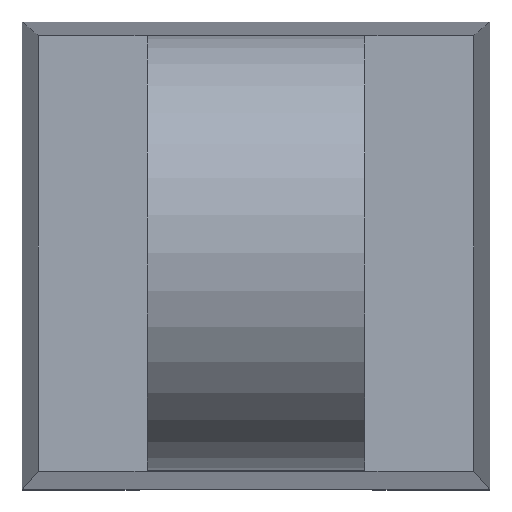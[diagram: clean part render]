
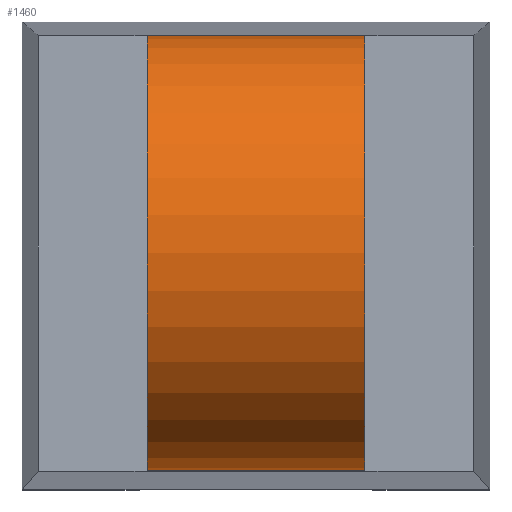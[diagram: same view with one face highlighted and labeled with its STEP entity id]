
A CAD part, top view. The second image highlights one B-rep face of the part: STEP entity #1460.
In plain terms, the highlighted cylindrical face has radius 0.05 mm (diameter 0.1 mm), a partial arc.
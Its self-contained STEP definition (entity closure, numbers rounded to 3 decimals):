
#267 = PLANE('',#268);
#268 = AXIS2_PLACEMENT_3D('',#269,#270,#271);
#269 = CARTESIAN_POINT('',(0.05,0.05,
    0.354));
#270 = DIRECTION('',(0.,-1.,0.));
#271 = DIRECTION('',(-1.,0.,0.));
#817 = PLANE('',#818);
#818 = AXIS2_PLACEMENT_3D('',#819,#820,#821);
#819 = CARTESIAN_POINT('',(0.025,-0.05,
    0.354));
#820 = DIRECTION('',(1.,0.,0.));
#821 = DIRECTION('',(0.,1.,0.));
#834 = VERTEX_POINT('',#835);
#835 = CARTESIAN_POINT('',(0.025,0.05,
    0.403));
#856 = EDGE_CURVE('',#834,#857,#859,.T.);
#857 = VERTEX_POINT('',#858);
#858 = CARTESIAN_POINT('',(-0.025,0.05,
    0.403));
#859 = SURFACE_CURVE('',#860,(#864,#871),.PCURVE_S1.);
#860 = LINE('',#861,#862);
#861 = CARTESIAN_POINT('',(0.05,0.05,
    0.403));
#862 = VECTOR('',#863,1.);
#863 = DIRECTION('',(-1.,0.,0.));
#864 = PCURVE('',#267,#865);
#865 = DEFINITIONAL_REPRESENTATION('',(#866),#870);
#866 = LINE('',#867,#868);
#867 = CARTESIAN_POINT('',(0.,-0.05));
#868 = VECTOR('',#869,1.);
#869 = DIRECTION('',(1.,0.));
#870 = ( GEOMETRIC_REPRESENTATION_CONTEXT(2) 
PARAMETRIC_REPRESENTATION_CONTEXT() REPRESENTATION_CONTEXT('2D SPACE',''
  ) );
#871 = PCURVE('',#872,#877);
#872 = CYLINDRICAL_SURFACE('',#873,0.05);
#873 = AXIS2_PLACEMENT_3D('',#874,#875,#876);
#874 = CARTESIAN_POINT('',(0.05,0.,
    0.403));
#875 = DIRECTION('',(1.,0.,0.));
#876 = DIRECTION('',(0.,0.,1.));
#877 = DEFINITIONAL_REPRESENTATION('',(#878),#882);
#878 = LINE('',#879,#880);
#879 = CARTESIAN_POINT('',(-7.854,0.));
#880 = VECTOR('',#881,1.);
#881 = DIRECTION('',(-0.,-1.));
#882 = ( GEOMETRIC_REPRESENTATION_CONTEXT(2) 
PARAMETRIC_REPRESENTATION_CONTEXT() REPRESENTATION_CONTEXT('2D SPACE',''
  ) );
#898 = PLANE('',#899);
#899 = AXIS2_PLACEMENT_3D('',#900,#901,#902);
#900 = CARTESIAN_POINT('',(-0.025,-0.05,
    0.354));
#901 = DIRECTION('',(1.,0.,0.));
#902 = DIRECTION('',(0.,1.,0.));
#1290 = PLANE('',#1291);
#1291 = AXIS2_PLACEMENT_3D('',#1292,#1293,#1294);
#1292 = CARTESIAN_POINT('',(-0.05,-0.05,
    0.354));
#1293 = DIRECTION('',(0.,1.,0.));
#1294 = DIRECTION('',(1.,0.,0.));
#1308 = VERTEX_POINT('',#1309);
#1309 = CARTESIAN_POINT('',(0.025,-0.05,
    0.403));
#1332 = EDGE_CURVE('',#834,#1308,#1333,.T.);
#1333 = SURFACE_CURVE('',#1334,(#1339,#1346),.PCURVE_S1.);
#1334 = CIRCLE('',#1335,0.05);
#1335 = AXIS2_PLACEMENT_3D('',#1336,#1337,#1338);
#1336 = CARTESIAN_POINT('',(0.025,0.,
    0.403));
#1337 = DIRECTION('',(1.,0.,0.));
#1338 = DIRECTION('',(0.,1.,0.));
#1339 = PCURVE('',#817,#1340);
#1340 = DEFINITIONAL_REPRESENTATION('',(#1341),#1345);
#1341 = CIRCLE('',#1342,0.05);
#1342 = AXIS2_PLACEMENT_2D('',#1343,#1344);
#1343 = CARTESIAN_POINT('',(0.05,0.05));
#1344 = DIRECTION('',(1.,0.));
#1345 = ( GEOMETRIC_REPRESENTATION_CONTEXT(2) 
PARAMETRIC_REPRESENTATION_CONTEXT() REPRESENTATION_CONTEXT('2D SPACE',''
  ) );
#1346 = PCURVE('',#872,#1347);
#1347 = DEFINITIONAL_REPRESENTATION('',(#1348),#1352);
#1348 = LINE('',#1349,#1350);
#1349 = CARTESIAN_POINT('',(-7.854,-0.025));
#1350 = VECTOR('',#1351,1.);
#1351 = DIRECTION('',(1.,-0.));
#1352 = ( GEOMETRIC_REPRESENTATION_CONTEXT(2) 
PARAMETRIC_REPRESENTATION_CONTEXT() REPRESENTATION_CONTEXT('2D SPACE',''
  ) );
#1389 = VERTEX_POINT('',#1390);
#1390 = CARTESIAN_POINT('',(-0.025,-0.05,
    0.403));
#1413 = EDGE_CURVE('',#857,#1389,#1414,.T.);
#1414 = SURFACE_CURVE('',#1415,(#1420,#1427),.PCURVE_S1.);
#1415 = CIRCLE('',#1416,0.05);
#1416 = AXIS2_PLACEMENT_3D('',#1417,#1418,#1419);
#1417 = CARTESIAN_POINT('',(-0.025,0.,
    0.403));
#1418 = DIRECTION('',(1.,0.,0.));
#1419 = DIRECTION('',(0.,1.,0.));
#1420 = PCURVE('',#898,#1421);
#1421 = DEFINITIONAL_REPRESENTATION('',(#1422),#1426);
#1422 = CIRCLE('',#1423,0.05);
#1423 = AXIS2_PLACEMENT_2D('',#1424,#1425);
#1424 = CARTESIAN_POINT('',(0.05,0.05));
#1425 = DIRECTION('',(1.,0.));
#1426 = ( GEOMETRIC_REPRESENTATION_CONTEXT(2) 
PARAMETRIC_REPRESENTATION_CONTEXT() REPRESENTATION_CONTEXT('2D SPACE',''
  ) );
#1427 = PCURVE('',#872,#1428);
#1428 = DEFINITIONAL_REPRESENTATION('',(#1429),#1433);
#1429 = LINE('',#1430,#1431);
#1430 = CARTESIAN_POINT('',(-7.854,-0.075));
#1431 = VECTOR('',#1432,1.);
#1432 = DIRECTION('',(1.,-0.));
#1433 = ( GEOMETRIC_REPRESENTATION_CONTEXT(2) 
PARAMETRIC_REPRESENTATION_CONTEXT() REPRESENTATION_CONTEXT('2D SPACE',''
  ) );
#1460 = ADVANCED_FACE('',(#1461),#872,.T.);
#1461 = FACE_BOUND('',#1462,.F.);
#1462 = EDGE_LOOP('',(#1463,#1464,#1485,#1486));
#1463 = ORIENTED_EDGE('',*,*,#1332,.T.);
#1464 = ORIENTED_EDGE('',*,*,#1465,.F.);
#1465 = EDGE_CURVE('',#1389,#1308,#1466,.T.);
#1466 = SURFACE_CURVE('',#1467,(#1471,#1478),.PCURVE_S1.);
#1467 = LINE('',#1468,#1469);
#1468 = CARTESIAN_POINT('',(-0.05,-0.05,
    0.403));
#1469 = VECTOR('',#1470,1.);
#1470 = DIRECTION('',(1.,0.,0.));
#1471 = PCURVE('',#872,#1472);
#1472 = DEFINITIONAL_REPRESENTATION('',(#1473),#1477);
#1473 = LINE('',#1474,#1475);
#1474 = CARTESIAN_POINT('',(-4.712,-0.1));
#1475 = VECTOR('',#1476,1.);
#1476 = DIRECTION('',(0.,1.));
#1477 = ( GEOMETRIC_REPRESENTATION_CONTEXT(2) 
PARAMETRIC_REPRESENTATION_CONTEXT() REPRESENTATION_CONTEXT('2D SPACE',''
  ) );
#1478 = PCURVE('',#1290,#1479);
#1479 = DEFINITIONAL_REPRESENTATION('',(#1480),#1484);
#1480 = LINE('',#1481,#1482);
#1481 = CARTESIAN_POINT('',(0.,-0.05));
#1482 = VECTOR('',#1483,1.);
#1483 = DIRECTION('',(1.,0.));
#1484 = ( GEOMETRIC_REPRESENTATION_CONTEXT(2) 
PARAMETRIC_REPRESENTATION_CONTEXT() REPRESENTATION_CONTEXT('2D SPACE',''
  ) );
#1485 = ORIENTED_EDGE('',*,*,#1413,.F.);
#1486 = ORIENTED_EDGE('',*,*,#856,.F.);
